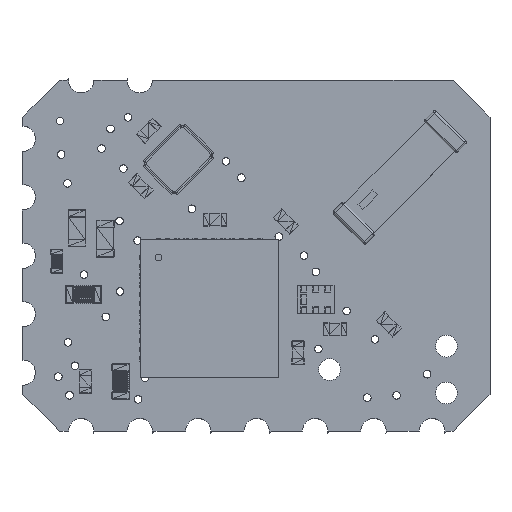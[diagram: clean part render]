
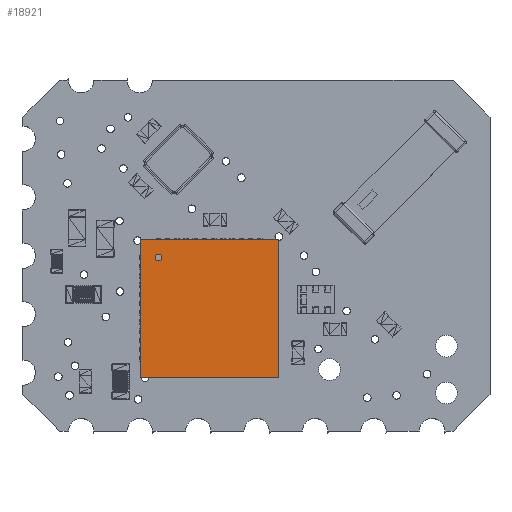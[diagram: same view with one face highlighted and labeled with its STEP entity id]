
A CAD part, top view. The second image highlights one B-rep face of the part: STEP entity #18921.
In plain terms, the highlighted face is planar.
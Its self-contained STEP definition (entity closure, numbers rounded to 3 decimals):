
#18884 = VERTEX_POINT('',#18885);
#18885 = CARTESIAN_POINT('',(-2.214,0.848,3.301));
#18903 = VERTEX_POINT('',#18904);
#18904 = CARTESIAN_POINT('',(-2.214,0.848,3.601));
#18910 = EDGE_CURVE('',#18884,#18903,#18911,.T.);
#18911 = CIRCLE('',#18912,0.15);
#18912 = AXIS2_PLACEMENT_3D('',#18913,#18914,#18915);
#18913 = CARTESIAN_POINT('',(-2.214,0.848,3.451));
#18914 = DIRECTION('',(0.,1.,0.));
#18915 = DIRECTION('',(0.,0.,-1.));
#18921 = ADVANCED_FACE('',(#18922,#18932),#18966,.F.);
#18922 = FACE_BOUND('',#18923,.T.);
#18923 = EDGE_LOOP('',(#18924,#18925));
#18924 = ORIENTED_EDGE('',*,*,#18910,.F.);
#18925 = ORIENTED_EDGE('',*,*,#18926,.F.);
#18926 = EDGE_CURVE('',#18903,#18884,#18927,.T.);
#18927 = CIRCLE('',#18928,0.15);
#18928 = AXIS2_PLACEMENT_3D('',#18929,#18930,#18931);
#18929 = CARTESIAN_POINT('',(-2.214,0.848,3.451));
#18930 = DIRECTION('',(0.,1.,0.));
#18931 = DIRECTION('',(0.,0.,-1.));
#18932 = FACE_BOUND('',#18933,.T.);
#18933 = EDGE_LOOP('',(#18934,#18944,#18952,#18960));
#18934 = ORIENTED_EDGE('',*,*,#18935,.F.);
#18935 = EDGE_CURVE('',#18936,#18938,#18940,.T.);
#18936 = VERTEX_POINT('',#18937);
#18937 = CARTESIAN_POINT('',(-3.014,0.848,-1.749));
#18938 = VERTEX_POINT('',#18939);
#18939 = CARTESIAN_POINT('',(2.986,0.848,-1.749));
#18940 = LINE('',#18941,#18942);
#18941 = CARTESIAN_POINT('',(-0.014,0.848,-1.749)
  );
#18942 = VECTOR('',#18943,1.);
#18943 = DIRECTION('',(1.,0.,0.));
#18944 = ORIENTED_EDGE('',*,*,#18945,.F.);
#18945 = EDGE_CURVE('',#18946,#18936,#18948,.T.);
#18946 = VERTEX_POINT('',#18947);
#18947 = CARTESIAN_POINT('',(-3.014,0.848,4.251));
#18948 = LINE('',#18949,#18950);
#18949 = CARTESIAN_POINT('',(-3.014,0.848,-0.249));
#18950 = VECTOR('',#18951,1.);
#18951 = DIRECTION('',(0.,0.,-1.));
#18952 = ORIENTED_EDGE('',*,*,#18953,.F.);
#18953 = EDGE_CURVE('',#18954,#18946,#18956,.T.);
#18954 = VERTEX_POINT('',#18955);
#18955 = CARTESIAN_POINT('',(2.986,0.848,4.251));
#18956 = LINE('',#18957,#18958);
#18957 = CARTESIAN_POINT('',(-0.014,0.848,4.251)
  );
#18958 = VECTOR('',#18959,1.);
#18959 = DIRECTION('',(-1.,0.,0.));
#18960 = ORIENTED_EDGE('',*,*,#18961,.F.);
#18961 = EDGE_CURVE('',#18938,#18954,#18962,.T.);
#18962 = LINE('',#18963,#18964);
#18963 = CARTESIAN_POINT('',(2.986,0.848,-0.249));
#18964 = VECTOR('',#18965,1.);
#18965 = DIRECTION('',(0.,0.,1.));
#18966 = PLANE('',#18967);
#18967 = AXIS2_PLACEMENT_3D('',#18968,#18969,#18970);
#18968 = CARTESIAN_POINT('',(-0.014,0.848,-0.249)
  );
#18969 = DIRECTION('',(0.,-1.,0.));
#18970 = DIRECTION('',(0.,0.,-1.));
